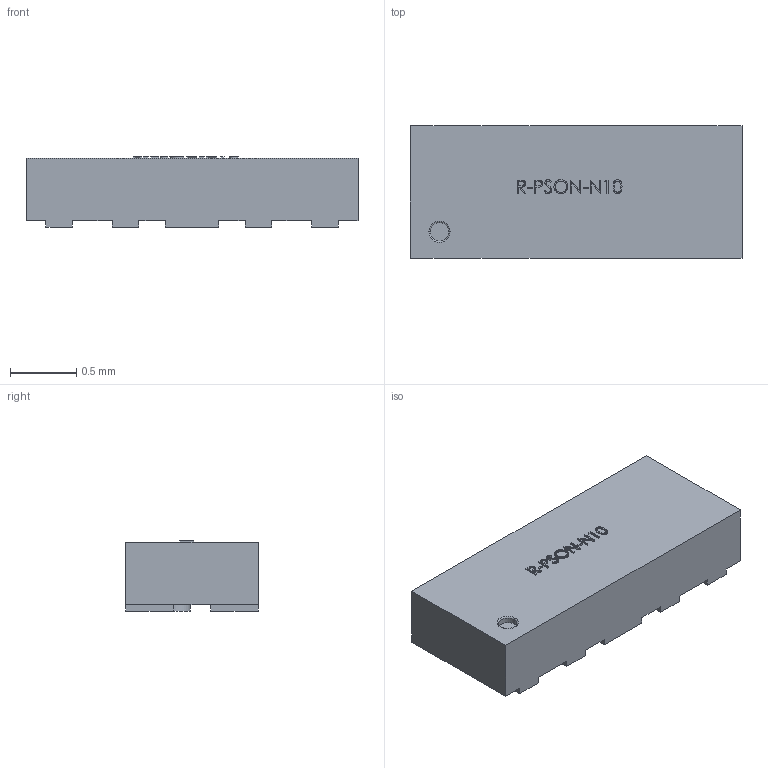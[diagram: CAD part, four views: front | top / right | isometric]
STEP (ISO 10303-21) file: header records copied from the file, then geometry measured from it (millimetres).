
FILE_DESCRIPTION (( 'STEP AP214' ), '1' );
FILE_NAME ('PSON10_v2.STEP', '2015-12-02T18:44:42', ( 'student' ), ( 'Microsoft' ), 'SwSTEP 2.0', 'SolidWorks 2014', '' );
FILE_SCHEMA (( 'AUTOMOTIVE_DESIGN' ));
Length unit declared in the file: millimetre
Products named in the file (1): PSON10_v2
Bounding box: 2.5 x 1 x 0.53 mm (x, y, z)
Volume: 1.2 mm3; surface area: 9 mm2
Topology: 1 solids, 1 shells, 165 faces, 442 edges, 294 vertices
Faces by surface type: plane 117, bspline 43, cylinder 3, torus 2
Entity records: 7840 total; most frequent: CARTESIAN_POINT 3849, ORIENTED_EDGE 884, DIRECTION 612, EDGE_CURVE 442, VECTOR 346, LINE 346, VERTEX_POINT 294, EDGE_LOOP 180
